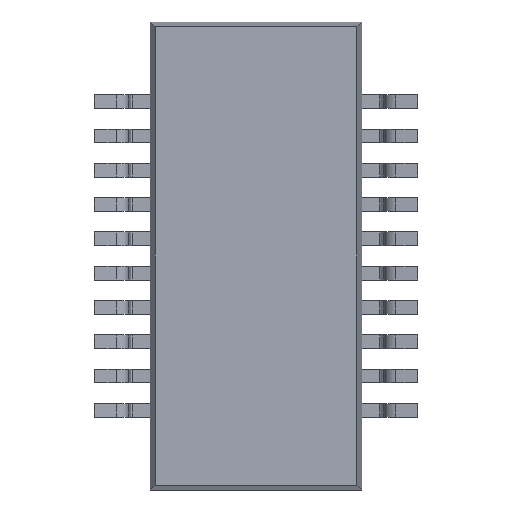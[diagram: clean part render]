
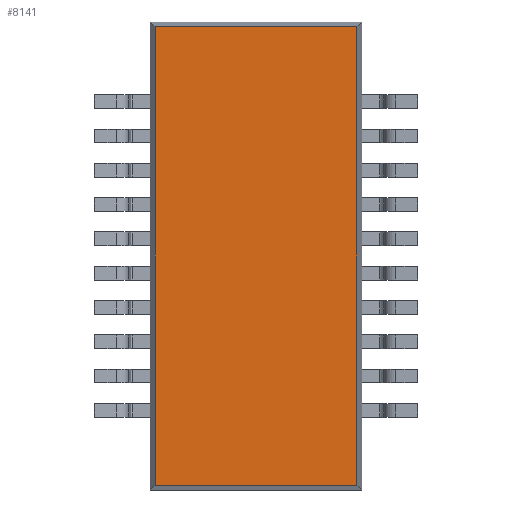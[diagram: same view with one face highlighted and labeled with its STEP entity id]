
A CAD part, front view. The second image highlights one B-rep face of the part: STEP entity #8141.
In plain terms, the highlighted planar face has unit normal (0, -1, 0).
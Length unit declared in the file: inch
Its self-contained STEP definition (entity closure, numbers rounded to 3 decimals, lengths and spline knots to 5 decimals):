
#464 = VERTEX_POINT ( 'NONE', #3676 ) ;
#569 = VERTEX_POINT ( 'NONE', #4565 ) ;
#572 = EDGE_CURVE ( 'NONE', #1007, #569, #6806, .T. ) ;
#1007 = VERTEX_POINT ( 'NONE', #6883 ) ;
#1056 = EDGE_CURVE ( 'NONE', #569, #464, #9242, .T. ) ;
#1607 = DIRECTION ( 'NONE',  ( 0., 0., 1. ) ) ;
#1734 = VECTOR ( 'NONE', #1914, 39.37008 ) ;
#1914 = DIRECTION ( 'NONE',  ( -1., 0., 0. ) ) ;
#2203 = VECTOR ( 'NONE', #2461, 39.37008 ) ;
#2461 = DIRECTION ( 'NONE',  ( 1., 0., 0. ) ) ;
#3059 = FACE_OUTER_BOUND ( 'NONE', #4364, .T. ) ;
#3355 = CARTESIAN_POINT ( 'NONE',  ( -0.077, 0.01, 0.16696 ) ) ;
#3505 = VECTOR ( 'NONE', #1607, 39.37008 ) ;
#3676 = CARTESIAN_POINT ( 'NONE',  ( -0.07346, 0.01, 0.16696 ) ) ;
#3987 = CARTESIAN_POINT ( 'NONE',  ( -0.07346, 0.01, -0.1705 ) ) ;
#4123 = VERTEX_POINT ( 'NONE', #5336 ) ;
#4364 = EDGE_LOOP ( 'NONE', ( #5985, #8975, #7197, #8848 ) ) ;
#4565 = CARTESIAN_POINT ( 'NONE',  ( 0.07346, 0.01, 0.16696 ) ) ;
#4751 = LINE ( 'NONE', #3987, #4936 ) ;
#4936 = VECTOR ( 'NONE', #5464, 39.37008 ) ;
#5336 = CARTESIAN_POINT ( 'NONE',  ( -0.07346, 0.01, -0.16696 ) ) ;
#5464 = DIRECTION ( 'NONE',  ( 0., 0., -1. ) ) ;
#5965 = DIRECTION ( 'NONE',  ( 0., 0., 1. ) ) ;
#5985 = ORIENTED_EDGE ( 'NONE', *, *, #6237, .T. ) ;
#6237 = EDGE_CURVE ( 'NONE', #464, #4123, #4751, .T. ) ;
#6806 = LINE ( 'NONE', #8130, #3505 ) ;
#6883 = CARTESIAN_POINT ( 'NONE',  ( 0.07346, 0.01, -0.16696 ) ) ;
#6944 = EDGE_CURVE ( 'NONE', #4123, #1007, #8893, .T. ) ;
#7197 = ORIENTED_EDGE ( 'NONE', *, *, #572, .T. ) ;
#7315 = AXIS2_PLACEMENT_3D ( 'NONE', #8054, #8855, #5965 ) ;
#7428 = CARTESIAN_POINT ( 'NONE',  ( 0.077, 0.01, -0.16696 ) ) ;
#8054 = CARTESIAN_POINT ( 'NONE',  ( 0., 0.01, 0. ) ) ;
#8099 = PLANE ( 'NONE',  #7315 ) ;
#8130 = CARTESIAN_POINT ( 'NONE',  ( 0.07346, 0.01, 0.1705 ) ) ;
#8141 = ADVANCED_FACE ( 'NONE', ( #3059 ), #8099, .F. ) ;
#8848 = ORIENTED_EDGE ( 'NONE', *, *, #1056, .T. ) ;
#8855 = DIRECTION ( 'NONE',  ( 0., 1., 0. ) ) ;
#8893 = LINE ( 'NONE', #7428, #2203 ) ;
#8975 = ORIENTED_EDGE ( 'NONE', *, *, #6944, .T. ) ;
#9242 = LINE ( 'NONE', #3355, #1734 ) ;
